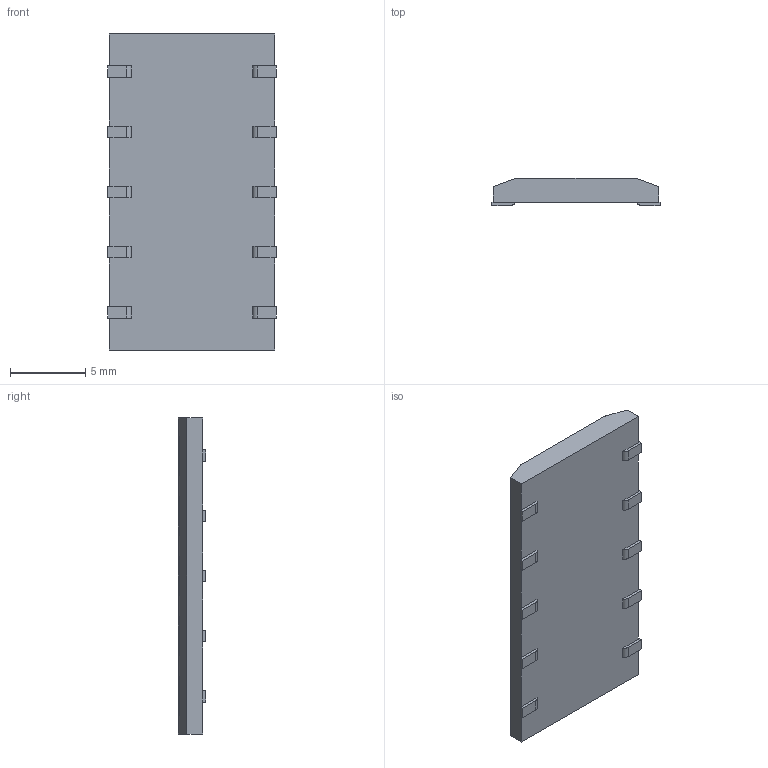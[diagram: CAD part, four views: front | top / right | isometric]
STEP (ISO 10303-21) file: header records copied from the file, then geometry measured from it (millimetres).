
FILE_DESCRIPTION (( 'STEP AP214' ), '1' );
FILE_NAME ('AVX-00-9155-005-402-006.STEP', '2020-04-06T11:49:58', ( '' ), ( '' ), 'SwSTEP 2.0', 'SolidWorks 2019', '' );
FILE_SCHEMA (( 'AUTOMOTIVE_DESIGN' ));
Length unit declared in the file: inch
Products named in the file (2): 00-9155-005-402-00X-STP-BM; AVX-00-9155-005-402-006
Assembly tree (1 placements, depth 2):
  AVX-00-9155-005-402-006
    00-9155-005-402-00X-STP-BM
Bounding box: 11.2 x 1.8 x 21 mm (x, y, z)
Volume: 353 mm3; surface area: 570.6 mm2
Topology: 1 solids, 1 shells, 190 faces, 524 edges, 336 vertices
Faces by surface type: plane 128, cylinder 62
Entity records: 6151 total; most frequent: CARTESIAN_POINT 1199, ORIENTED_EDGE 1048, DIRECTION 996, EDGE_CURVE 524, LINE 400, VECTOR 400, VERTEX_POINT 336, AXIS2_PLACEMENT_3D 298
